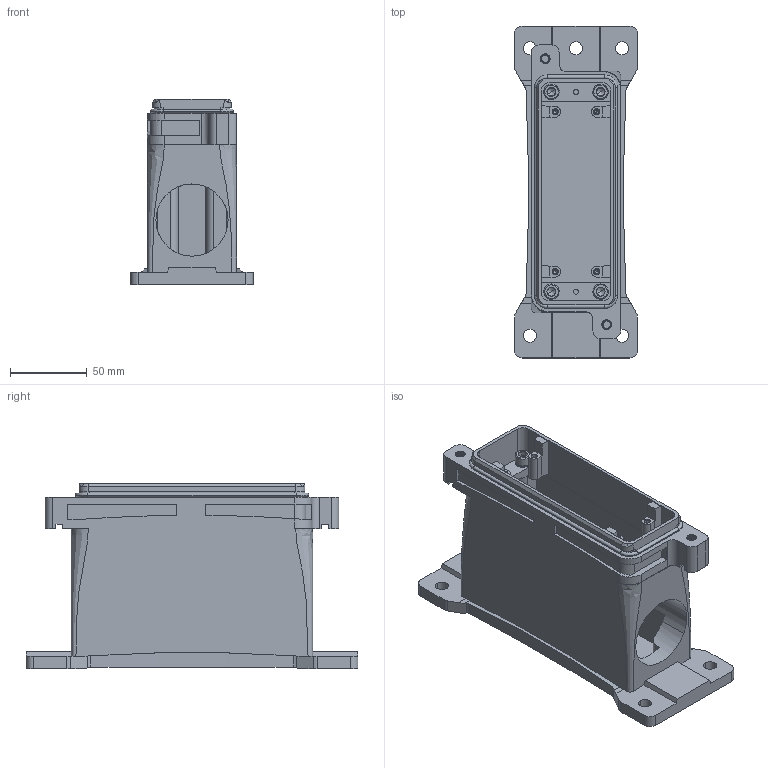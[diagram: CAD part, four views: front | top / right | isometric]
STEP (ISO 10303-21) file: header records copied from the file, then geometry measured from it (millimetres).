
FILE_DESCRIPTION(('CATIA V5 STEP Exchange','CAx-IF Rec.Pracs.--- Model Styling and Organization---1.5--- 2016-08-15','CAx-IF Rec.Pracs.---Supplemental Geometry---1.0---2011-11-01','CAx-IF Rec.Pracs.--- Composite Materials ---1.1---2010-07-15'),'2;1');
FILE_NAME ('005850-2_1', '2025-09-03T11:29:08+00:00', ('none'), ('Weidmueller'), 'CATIA Version 5-6 Release 2024 SP4', 'CATIA V5 STEP AP214 v3', 'none');
FILE_SCHEMA(('AUTOMOTIVE_DESIGN { 1 0 10303 214 1 1 1 1 }'));
Products named in the file (1): 1081430000_S
Bounding box: 80 x 216 x 120.5 mm (x, y, z)
Volume: 447033.7 mm3; surface area: 138786.3 mm2
Topology: 5 solids, 12 shells, 2341 faces, 6470 edges, 4136 vertices
Faces by surface type: bspline 1384, cone 430, plane 240, cylinder 227, sphere 32, torus 28
Entity records: 118670 total; most frequent: CARTESIAN_POINT 75399, ORIENTED_EDGE 12892, EDGE_CURVE 6446, VERTEX_POINT 4136, B_SPLINE_CURVE_WITH_KNOTS 4132, DIRECTION 2666, EDGE_LOOP 2386, ADVANCED_FACE 2341
